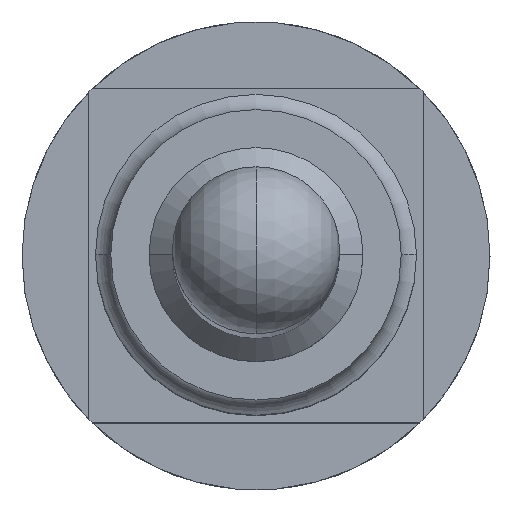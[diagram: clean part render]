
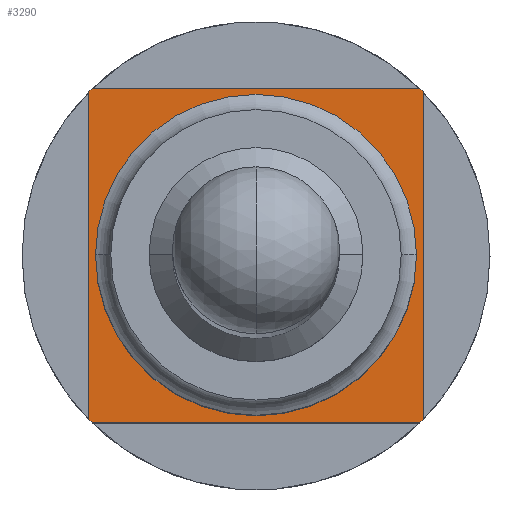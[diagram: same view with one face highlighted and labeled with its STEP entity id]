
A CAD part, top view. The second image highlights one B-rep face of the part: STEP entity #3290.
In plain terms, the highlighted planar face has unit normal (0, 0, 1).
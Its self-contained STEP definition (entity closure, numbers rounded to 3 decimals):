
#155 = VERTEX_POINT ( 'NONE', #2034 ) ;
#158 = VERTEX_POINT ( 'NONE', #2026 ) ;
#302 = VERTEX_POINT ( 'NONE', #9487 ) ;
#306 = VERTEX_POINT ( 'NONE', #9472 ) ;
#310 = VERTEX_POINT ( 'NONE', #9452 ) ;
#311 = VERTEX_POINT ( 'NONE', #9449 ) ;
#314 = VERTEX_POINT ( 'NONE', #9411 ) ;
#318 = VERTEX_POINT ( 'NONE', #9381 ) ;
#319 = VERTEX_POINT ( 'NONE', #9367 ) ;
#320 = VERTEX_POINT ( 'NONE', #9363 ) ;
#626 = EDGE_CURVE ( 'NONE', #306, #302, #6161, .T. ) ;
#630 = EDGE_CURVE ( 'NONE', #311, #310, #6168, .T. ) ;
#639 = EDGE_CURVE ( 'NONE', #318, #314, #6180, .T. ) ;
#643 = EDGE_CURVE ( 'NONE', #320, #319, #6186, .T. ) ;
#646 = EDGE_CURVE ( 'NONE', #158, #155, #6191, .T. ) ;
#647 = EDGE_CURVE ( 'NONE', #311, #314, #6185, .T. ) ;
#648 = EDGE_CURVE ( 'NONE', #306, #310, #6193, .T. ) ;
#649 = EDGE_CURVE ( 'NONE', #320, #302, #6195, .T. ) ;
#650 = EDGE_CURVE ( 'NONE', #318, #319, #6197, .T. ) ;
#2026 = CARTESIAN_POINT ( 'NONE',  ( -0.48, 0., -9. ) ) ;
#2034 = CARTESIAN_POINT ( 'NONE',  ( 0.48, 0., -9. ) ) ;
#2342 = CARTESIAN_POINT ( 'NONE',  ( 0., 0.48, -9. ) ) ;
#2345 = PLANE ( 'NONE',  #8681 ) ;
#2347 = DIRECTION ( 'NONE',  ( 0., 0., -1. ) ) ;
#2348 = DIRECTION ( 'NONE',  ( -1., 0., 0. ) ) ;
#2499 = ORIENTED_EDGE ( 'NONE', *, *, #639, .T. ) ;
#2500 = ORIENTED_EDGE ( 'NONE', *, *, #650, .F. ) ;
#2501 = ORIENTED_EDGE ( 'NONE', *, *, #643, .T. ) ;
#2502 = ORIENTED_EDGE ( 'NONE', *, *, #649, .F. ) ;
#2503 = ORIENTED_EDGE ( 'NONE', *, *, #626, .T. ) ;
#2504 = ORIENTED_EDGE ( 'NONE', *, *, #648, .F. ) ;
#2505 = ORIENTED_EDGE ( 'NONE', *, *, #630, .T. ) ;
#2506 = ORIENTED_EDGE ( 'NONE', *, *, #647, .F. ) ;
#2507 = ORIENTED_EDGE ( 'NONE', *, *, #646, .F. ) ;
#2508 = ORIENTED_EDGE ( 'NONE', *, *, #8380, .F. ) ;
#2547 = EDGE_LOOP ( 'NONE', ( #2506, #2505, #2504, #2503, #2502, #2501, #2500, #2499 ) ) ;
#2549 = EDGE_LOOP ( 'NONE', ( #2508, #2507 ) ) ;
#3290 = ADVANCED_FACE ( 'NONE', ( #6389, #6381 ), #2345, .F. ) ;
#4935 = CARTESIAN_POINT ( 'NONE',  ( 0., 0., -9. ) ) ;
#4936 = DIRECTION ( 'NONE',  ( 0., 0., 1. ) ) ;
#4937 = DIRECTION ( 'NONE',  ( 1., 0., 0. ) ) ;
#6161 = CIRCLE ( 'NONE', #8604, 0.7 ) ;
#6168 = CIRCLE ( 'NONE', #8606, 0.7 ) ;
#6180 = CIRCLE ( 'NONE', #8612, 0.7 ) ;
#6185 = LINE ( 'NONE', #8120, #6194 ) ;
#6186 = CIRCLE ( 'NONE', #8614, 0.7 ) ;
#6191 = CIRCLE ( 'NONE', #8616, 0.48 ) ;
#6193 = LINE ( 'NONE', #8115, #6196 ) ;
#6194 = VECTOR ( 'NONE', #8128, 1000. ) ;
#6195 = LINE ( 'NONE', #8111, #6198 ) ;
#6196 = VECTOR ( 'NONE', #8113, 1000. ) ;
#6197 = LINE ( 'NONE', #8108, #6200 ) ;
#6198 = VECTOR ( 'NONE', #8109, 1000. ) ;
#6200 = VECTOR ( 'NONE', #8106, 1000. ) ;
#6381 = FACE_OUTER_BOUND ( 'NONE', #2547, .T. ) ;
#6389 = FACE_BOUND ( 'NONE', #2549, .T. ) ;
#6721 = CIRCLE ( 'NONE', #9152, 0.48 ) ;
#8106 = DIRECTION ( 'NONE',  ( -1., 0., 0. ) ) ;
#8108 = CARTESIAN_POINT ( 'NONE',  ( 0., -0.5, -9. ) ) ;
#8109 = DIRECTION ( 'NONE',  ( 0., 1., 0. ) ) ;
#8111 = CARTESIAN_POINT ( 'NONE',  ( -0.5, 0.48, -9. ) ) ;
#8113 = DIRECTION ( 'NONE',  ( 1., 0., 0. ) ) ;
#8115 = CARTESIAN_POINT ( 'NONE',  ( 0., 0.5, -9. ) ) ;
#8116 = DIRECTION ( 'NONE',  ( 1., 0., 0. ) ) ;
#8118 = DIRECTION ( 'NONE',  ( 0., 0., 1. ) ) ;
#8119 = CARTESIAN_POINT ( 'NONE',  ( 0., 0., -9. ) ) ;
#8120 = CARTESIAN_POINT ( 'NONE',  ( 0.5, 0.48, -9. ) ) ;
#8128 = DIRECTION ( 'NONE',  ( 0., -1., 0. ) ) ;
#8130 = DIRECTION ( 'NONE',  ( 1., 0., 0. ) ) ;
#8132 = DIRECTION ( 'NONE',  ( 0., 0., 1. ) ) ;
#8133 = CARTESIAN_POINT ( 'NONE',  ( 0., 0., -9. ) ) ;
#8148 = DIRECTION ( 'NONE',  ( 1., 0., 0. ) ) ;
#8149 = DIRECTION ( 'NONE',  ( 0., 0., 1. ) ) ;
#8151 = CARTESIAN_POINT ( 'NONE',  ( 0., 0., -9. ) ) ;
#8186 = DIRECTION ( 'NONE',  ( 1., 0., 0. ) ) ;
#8187 = DIRECTION ( 'NONE',  ( 0., 0., 1. ) ) ;
#8189 = CARTESIAN_POINT ( 'NONE',  ( 0., 0., -9. ) ) ;
#8199 = DIRECTION ( 'NONE',  ( 1., 0., 0. ) ) ;
#8201 = DIRECTION ( 'NONE',  ( 0., 0., 1. ) ) ;
#8202 = CARTESIAN_POINT ( 'NONE',  ( 0., 0., -9. ) ) ;
#8380 = EDGE_CURVE ( 'NONE', #155, #158, #6721, .T. ) ;
#8604 = AXIS2_PLACEMENT_3D ( 'NONE', #8202, #8201, #8199 ) ;
#8606 = AXIS2_PLACEMENT_3D ( 'NONE', #8189, #8187, #8186 ) ;
#8612 = AXIS2_PLACEMENT_3D ( 'NONE', #8151, #8149, #8148 ) ;
#8614 = AXIS2_PLACEMENT_3D ( 'NONE', #8133, #8132, #8130 ) ;
#8616 = AXIS2_PLACEMENT_3D ( 'NONE', #8119, #8118, #8116 ) ;
#8681 = AXIS2_PLACEMENT_3D ( 'NONE', #2342, #2347, #2348 ) ;
#9152 = AXIS2_PLACEMENT_3D ( 'NONE', #4935, #4936, #4937 ) ;
#9363 = CARTESIAN_POINT ( 'NONE',  ( -0.5, -0.49, -9. ) ) ;
#9367 = CARTESIAN_POINT ( 'NONE',  ( -0.49, -0.5, -9. ) ) ;
#9381 = CARTESIAN_POINT ( 'NONE',  ( 0.49, -0.5, -9. ) ) ;
#9411 = CARTESIAN_POINT ( 'NONE',  ( 0.5, -0.49, -9. ) ) ;
#9449 = CARTESIAN_POINT ( 'NONE',  ( 0.5, 0.49, -9. ) ) ;
#9452 = CARTESIAN_POINT ( 'NONE',  ( 0.49, 0.5, -9. ) ) ;
#9472 = CARTESIAN_POINT ( 'NONE',  ( -0.49, 0.5, -9. ) ) ;
#9487 = CARTESIAN_POINT ( 'NONE',  ( -0.5, 0.49, -9. ) ) ;
